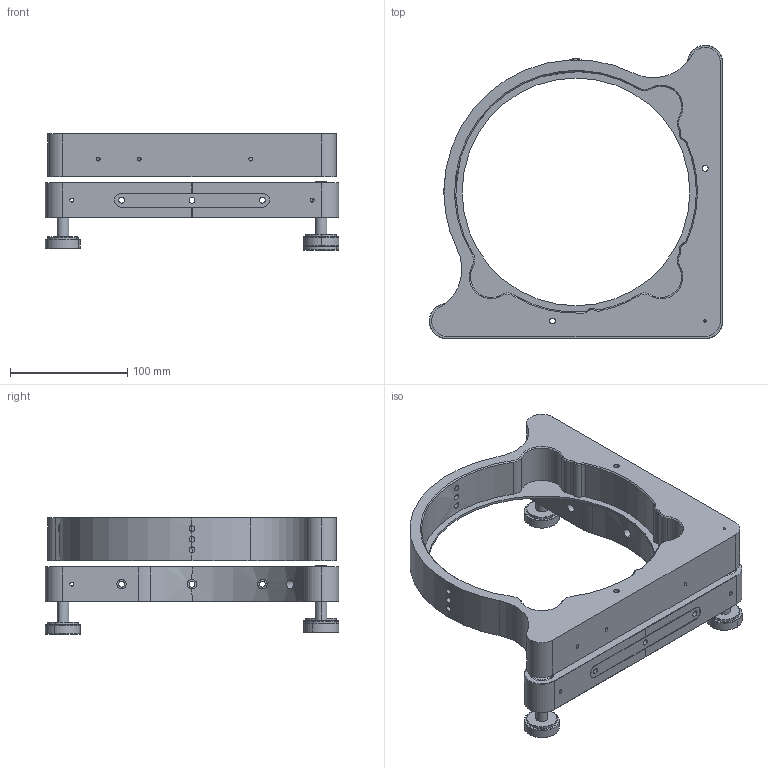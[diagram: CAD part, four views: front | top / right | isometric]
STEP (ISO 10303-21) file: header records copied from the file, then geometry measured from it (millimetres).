
FILE_DESCRIPTION (( 'STEP AP203' ), '1' );
FILE_NAME ('1.1.1.85_ZJB-200-3_光学调整架，用于φ200mm光学元件，三轴.STEP', '2024-04-06T01:35:33', ( '' ), ( '' ), 'SwSTEP 2.0', 'SolidWorks 2021', '' );
FILE_SCHEMA (( 'CONFIG_CONTROL_DESIGN' ));
Length unit declared in the file: millimetre
Products named in the file (1): 1.1.1.85_ZJB-200-3_光学调整架，用于φ200mm光学元件，三轴
Bounding box: 250 x 250 x 99.1 mm (x, y, z)
Surface area: 186394.4 mm2 (no closed solid volume)
Topology: 0 solids, 19 shells, 385 faces, 1095 edges, 715 vertices
Faces by surface type: cylinder 192, plane 99, cone 94
Entity records: 14229 total; most frequent: CARTESIAN_POINT 3787, DIRECTION 2323, ORIENTED_EDGE 1982, EDGE_CURVE 1095, AXIS2_PLACEMENT_3D 908, VERTEX_POINT 715, CIRCLE 522, LINE 507
